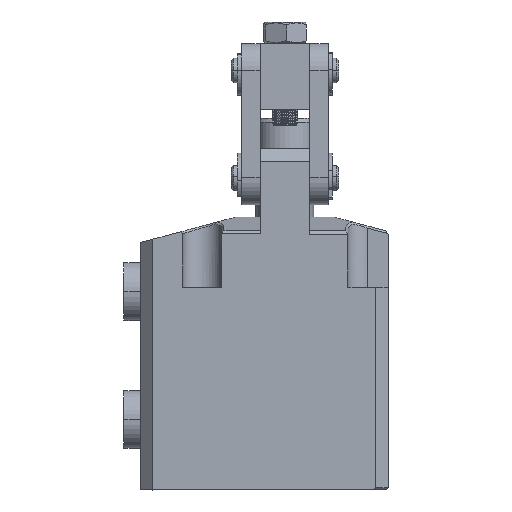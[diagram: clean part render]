
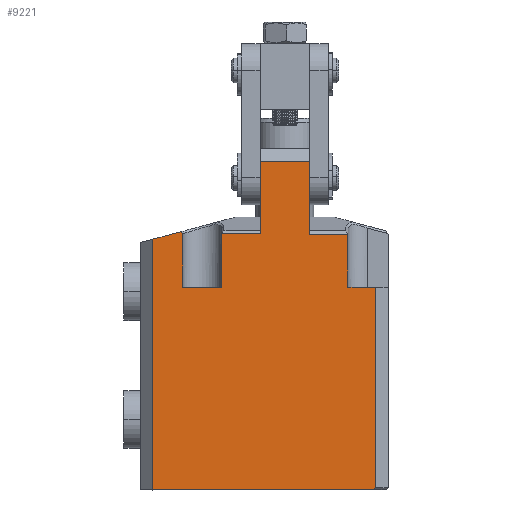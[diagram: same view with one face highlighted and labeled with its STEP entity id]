
A CAD part, top view. The second image highlights one B-rep face of the part: STEP entity #9221.
In plain terms, the highlighted planar face has unit normal (0, 0, 1).
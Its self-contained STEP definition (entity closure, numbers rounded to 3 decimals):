
#14 = EDGE_CURVE ( 'NONE', #9665, #1143, #16052, .T. ) ;
#62 = CARTESIAN_POINT ( 'NONE',  ( 416.583, 116.858, 25. ) ) ;
#120 = DIRECTION ( 'NONE',  ( -0.695, -0.719, 0. ) ) ;
#584 = ORIENTED_EDGE ( 'NONE', *, *, #4900, .T. ) ;
#642 = DIRECTION ( 'NONE',  ( -1., 0., 0. ) ) ;
#832 = VERTEX_POINT ( 'NONE', #4019 ) ;
#920 = CARTESIAN_POINT ( 'NONE',  ( 447.083, 103.859, 25. ) ) ;
#922 = VERTEX_POINT ( 'NONE', #3136 ) ;
#1143 = VERTEX_POINT ( 'NONE', #920 ) ;
#1248 = CARTESIAN_POINT ( 'NONE',  ( 416.6, 116.876, 25. ) ) ;
#1414 = EDGE_CURVE ( 'NONE', #1589, #7252, #15406, .T. ) ;
#1589 = VERTEX_POINT ( 'NONE', #5692 ) ;
#1687 = CARTESIAN_POINT ( 'NONE',  ( 407.083, 54.859, 25. ) ) ;
#1715 = DIRECTION ( 'NONE',  ( 0., 1., 0. ) ) ;
#2084 = DIRECTION ( 'NONE',  ( 0., -1., 0. ) ) ;
#2146 = CARTESIAN_POINT ( 'NONE',  ( 425.833, 116.876, 25. ) ) ;
#2405 = VECTOR ( 'NONE', #642, 1000. ) ;
#2656 = CARTESIAN_POINT ( 'NONE',  ( 453.833, 54.859, 25. ) ) ;
#2715 = DIRECTION ( 'NONE',  ( 0., 1., 0. ) ) ;
#2817 = LINE ( 'NONE', #1687, #15285 ) ;
#2884 = CARTESIAN_POINT ( 'NONE',  ( 399.833, 116.669, 25. ) ) ;
#2906 = EDGE_CURVE ( 'NONE', #10787, #922, #14315, .T. ) ;
#3136 = CARTESIAN_POINT ( 'NONE',  ( 416.583, 116.858, 25. ) ) ;
#3257 = VERTEX_POINT ( 'NONE', #9772 ) ;
#3274 = CARTESIAN_POINT ( 'NONE',  ( 407.083, 116.86, 25. ) ) ;
#3300 = LINE ( 'NONE', #15299, #6773 ) ;
#3497 = ORIENTED_EDGE ( 'NONE', *, *, #15555, .T. ) ;
#3515 = LINE ( 'NONE', #4056, #15176 ) ;
#3607 = CARTESIAN_POINT ( 'NONE',  ( 416.583, 54.859, 25. ) ) ;
#3620 = DIRECTION ( 'NONE',  ( 0., -1., 0. ) ) ;
#3754 = ORIENTED_EDGE ( 'NONE', *, *, #9685, .T. ) ;
#3961 = VERTEX_POINT ( 'NONE', #12953 ) ;
#3996 = DIRECTION ( 'NONE',  ( 0., 1., 0. ) ) ;
#3997 = CARTESIAN_POINT ( 'NONE',  ( 437.833, 54.859, 25. ) ) ;
#4019 = CARTESIAN_POINT ( 'NONE',  ( 425.833, 134.359, 25. ) ) ;
#4056 = CARTESIAN_POINT ( 'NONE',  ( 447.083, 54.859, 25. ) ) ;
#4241 = VERTEX_POINT ( 'NONE', #10352 ) ;
#4380 = CARTESIAN_POINT ( 'NONE',  ( 399.833, 103.859, 25. ) ) ;
#4678 = ORIENTED_EDGE ( 'NONE', *, *, #15397, .F. ) ;
#4900 = EDGE_CURVE ( 'NONE', #16125, #10787, #8225, .T. ) ;
#4987 = DIRECTION ( 'NONE',  ( 0.767, -0.642, 0. ) ) ;
#5027 = VECTOR ( 'NONE', #120, 1000. ) ;
#5343 = CARTESIAN_POINT ( 'NONE',  ( 407.083, 116.86, 25. ) ) ;
#5399 = DIRECTION ( 'NONE',  ( -1., 0., 0. ) ) ;
#5692 = CARTESIAN_POINT ( 'NONE',  ( 453.126, 54.859, 25. ) ) ;
#5715 = ORIENTED_EDGE ( 'NONE', *, *, #13428, .T. ) ;
#5719 = EDGE_LOOP ( 'NONE', ( #17181, #3497, #15926, #6031, #5715, #14310, #584, #15356, #9693, #13774, #16614, #4678, #3754, #10957, #15690, #14358, #16600 ) ) ;
#5752 = LINE ( 'NONE', #3607, #15948 ) ;
#5938 = DIRECTION ( 'NONE',  ( -1., 0., 0. ) ) ;
#5989 = LINE ( 'NONE', #2656, #6408 ) ;
#6031 = ORIENTED_EDGE ( 'NONE', *, *, #8882, .T. ) ;
#6085 = CARTESIAN_POINT ( 'NONE',  ( 399.833, 116.876, 25. ) ) ;
#6408 = VECTOR ( 'NONE', #2715, 1000. ) ;
#6433 = VECTOR ( 'NONE', #15011, 1000. ) ;
#6735 = EDGE_CURVE ( 'NONE', #922, #13916, #5752, .T. ) ;
#6773 = VECTOR ( 'NONE', #15105, 1000. ) ;
#6827 = EDGE_CURVE ( 'NONE', #7252, #9665, #5989, .T. ) ;
#7049 = LINE ( 'NONE', #5343, #13516 ) ;
#7252 = VERTEX_POINT ( 'NONE', #11400 ) ;
#7530 = DIRECTION ( 'NONE',  ( -1., 0., 0. ) ) ;
#7589 = LINE ( 'NONE', #3997, #11909 ) ;
#7594 = CARTESIAN_POINT ( 'NONE',  ( 399.833, 134.359, 25. ) ) ;
#7956 = EDGE_CURVE ( 'NONE', #832, #16125, #14976, .T. ) ;
#8071 = VECTOR ( 'NONE', #2084, 1000. ) ;
#8225 = LINE ( 'NONE', #6085, #11896 ) ;
#8453 = FACE_OUTER_BOUND ( 'NONE', #5719, .T. ) ;
#8554 = EDGE_CURVE ( 'NONE', #13916, #3257, #10064, .T. ) ;
#8629 = VERTEX_POINT ( 'NONE', #3274 ) ;
#8860 = VERTEX_POINT ( 'NONE', #12300 ) ;
#8882 = EDGE_CURVE ( 'NONE', #8860, #9368, #7589, .T. ) ;
#9210 = EDGE_CURVE ( 'NONE', #11045, #1589, #3300, .T. ) ;
#9221 = ADVANCED_FACE ( 'NONE', ( #8453 ), #15171, .T. ) ;
#9368 = VERTEX_POINT ( 'NONE', #13274 ) ;
#9504 = LINE ( 'NONE', #2884, #2405 ) ;
#9507 = VERTEX_POINT ( 'NONE', #12087 ) ;
#9537 = VECTOR ( 'NONE', #16790, 1000. ) ;
#9665 = VERTEX_POINT ( 'NONE', #10830 ) ;
#9685 = EDGE_CURVE ( 'NONE', #3961, #4241, #13393, .T. ) ;
#9693 = ORIENTED_EDGE ( 'NONE', *, *, #6735, .T. ) ;
#9700 = DIRECTION ( 'NONE',  ( 0.816, 0.577, 0. ) ) ;
#9772 = CARTESIAN_POINT ( 'NONE',  ( 407.083, 103.859, 25. ) ) ;
#9983 = CARTESIAN_POINT ( 'NONE',  ( 399.833, 54.859, 25. ) ) ;
#10050 = CARTESIAN_POINT ( 'NONE',  ( 452.388, 54.338, 25. ) ) ;
#10064 = LINE ( 'NONE', #4380, #11961 ) ;
#10352 = CARTESIAN_POINT ( 'NONE',  ( 399.833, 115.5, 25. ) ) ;
#10641 = LINE ( 'NONE', #14991, #6433 ) ;
#10668 = DIRECTION ( 'NONE',  ( -0.966, -0.259, 0. ) ) ;
#10748 = CARTESIAN_POINT ( 'NONE',  ( 406.555, 117.302, 25. ) ) ;
#10762 = EDGE_CURVE ( 'NONE', #3257, #8629, #2817, .T. ) ;
#10787 = VERTEX_POINT ( 'NONE', #1248 ) ;
#10830 = CARTESIAN_POINT ( 'NONE',  ( 453.833, 103.859, 25. ) ) ;
#10957 = ORIENTED_EDGE ( 'NONE', *, *, #12070, .T. ) ;
#11045 = VERTEX_POINT ( 'NONE', #9983 ) ;
#11231 = VECTOR ( 'NONE', #10668, 1000. ) ;
#11400 = CARTESIAN_POINT ( 'NONE',  ( 453.833, 55.359, 25. ) ) ;
#11573 = AXIS2_PLACEMENT_3D ( 'NONE', #15074, #15052, #15047 ) ;
#11885 = EDGE_CURVE ( 'NONE', #9507, #8860, #9504, .T. ) ;
#11896 = VECTOR ( 'NONE', #5938, 1000. ) ;
#11909 = VECTOR ( 'NONE', #15974, 1000. ) ;
#11961 = VECTOR ( 'NONE', #5399, 1000. ) ;
#12070 = EDGE_CURVE ( 'NONE', #4241, #11045, #10641, .T. ) ;
#12087 = CARTESIAN_POINT ( 'NONE',  ( 447.083, 116.669, 25. ) ) ;
#12300 = CARTESIAN_POINT ( 'NONE',  ( 437.833, 116.669, 25. ) ) ;
#12953 = CARTESIAN_POINT ( 'NONE',  ( 406.555, 117.302, 25. ) ) ;
#13274 = CARTESIAN_POINT ( 'NONE',  ( 437.833, 134.359, 25. ) ) ;
#13393 = LINE ( 'NONE', #10748, #11231 ) ;
#13398 = CARTESIAN_POINT ( 'NONE',  ( 425.833, 54.859, 25. ) ) ;
#13428 = EDGE_CURVE ( 'NONE', #9368, #832, #16078, .T. ) ;
#13516 = VECTOR ( 'NONE', #4987, 1000. ) ;
#13774 = ORIENTED_EDGE ( 'NONE', *, *, #8554, .T. ) ;
#13916 = VERTEX_POINT ( 'NONE', #16546 ) ;
#14310 = ORIENTED_EDGE ( 'NONE', *, *, #7956, .T. ) ;
#14315 = LINE ( 'NONE', #62, #5027 ) ;
#14358 = ORIENTED_EDGE ( 'NONE', *, *, #1414, .T. ) ;
#14489 = CARTESIAN_POINT ( 'NONE',  ( 399.833, 103.859, 25. ) ) ;
#14976 = LINE ( 'NONE', #13398, #8071 ) ;
#14991 = CARTESIAN_POINT ( 'NONE',  ( 399.833, 54.859, 25. ) ) ;
#15011 = DIRECTION ( 'NONE',  ( 0., -1., 0. ) ) ;
#15047 = DIRECTION ( 'NONE',  ( 1., 0., 0. ) ) ;
#15052 = DIRECTION ( 'NONE',  ( 0., 0., 1. ) ) ;
#15074 = CARTESIAN_POINT ( 'NONE',  ( 399.833, 54.859, 25. ) ) ;
#15105 = DIRECTION ( 'NONE',  ( 1., 0., 0. ) ) ;
#15171 = PLANE ( 'NONE',  #11573 ) ;
#15176 = VECTOR ( 'NONE', #3996, 1000. ) ;
#15285 = VECTOR ( 'NONE', #1715, 1000. ) ;
#15299 = CARTESIAN_POINT ( 'NONE',  ( 399.833, 54.859, 25. ) ) ;
#15356 = ORIENTED_EDGE ( 'NONE', *, *, #2906, .T. ) ;
#15397 = EDGE_CURVE ( 'NONE', #3961, #8629, #7049, .T. ) ;
#15406 = LINE ( 'NONE', #10050, #17223 ) ;
#15555 = EDGE_CURVE ( 'NONE', #1143, #9507, #3515, .T. ) ;
#15690 = ORIENTED_EDGE ( 'NONE', *, *, #9210, .T. ) ;
#15926 = ORIENTED_EDGE ( 'NONE', *, *, #11885, .T. ) ;
#15948 = VECTOR ( 'NONE', #3620, 1000. ) ;
#15974 = DIRECTION ( 'NONE',  ( 0., 1., 0. ) ) ;
#16052 = LINE ( 'NONE', #14489, #9537 ) ;
#16078 = LINE ( 'NONE', #7594, #16703 ) ;
#16125 = VERTEX_POINT ( 'NONE', #2146 ) ;
#16546 = CARTESIAN_POINT ( 'NONE',  ( 416.583, 103.859, 25. ) ) ;
#16600 = ORIENTED_EDGE ( 'NONE', *, *, #6827, .T. ) ;
#16614 = ORIENTED_EDGE ( 'NONE', *, *, #10762, .T. ) ;
#16703 = VECTOR ( 'NONE', #7530, 1000. ) ;
#16790 = DIRECTION ( 'NONE',  ( -1., 0., 0. ) ) ;
#17181 = ORIENTED_EDGE ( 'NONE', *, *, #14, .T. ) ;
#17223 = VECTOR ( 'NONE', #9700, 1000. ) ;
